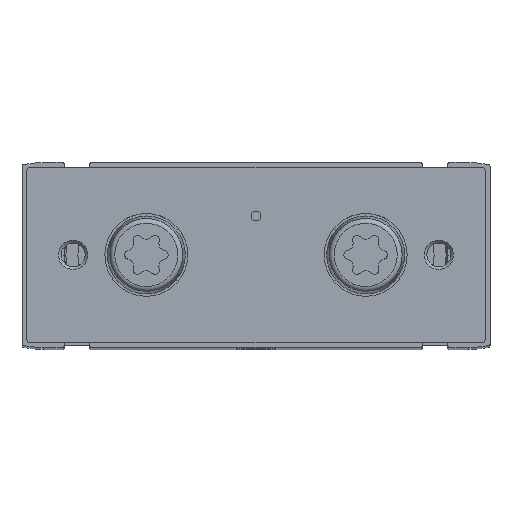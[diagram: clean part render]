
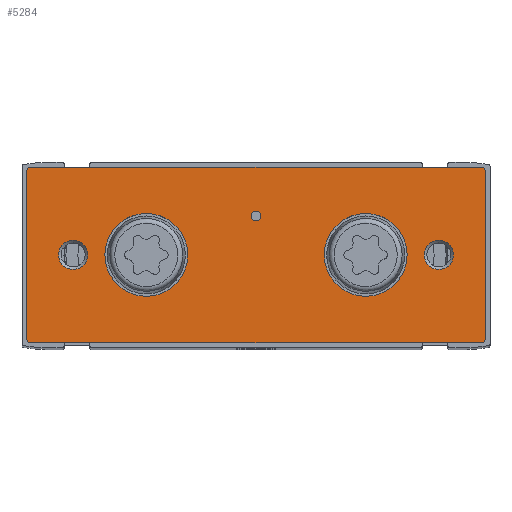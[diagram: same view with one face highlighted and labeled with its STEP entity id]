
A CAD part, top view. The second image highlights one B-rep face of the part: STEP entity #5284.
In plain terms, the highlighted planar face has unit normal (0, 0, 1).
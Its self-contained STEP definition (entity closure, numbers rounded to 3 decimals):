
#468=LINE('',#10098,#738);
#473=LINE('',#10112,#743);
#477=LINE('',#10128,#747);
#481=LINE('',#10140,#751);
#738=VECTOR('',#8290,1000.);
#743=VECTOR('',#8303,1000.);
#747=VECTOR('',#8319,1000.);
#751=VECTOR('',#8331,1000.);
#1584=ORIENTED_EDGE('',*,*,#2612,.T.);
#1585=ORIENTED_EDGE('',*,*,#2613,.T.);
#1586=ORIENTED_EDGE('',*,*,#2614,.T.);
#1587=ORIENTED_EDGE('',*,*,#2615,.T.);
#1588=ORIENTED_EDGE('',*,*,#2616,.T.);
#1589=ORIENTED_EDGE('',*,*,#2588,.T.);
#1590=ORIENTED_EDGE('',*,*,#2592,.T.);
#1591=ORIENTED_EDGE('',*,*,#2595,.T.);
#1592=ORIENTED_EDGE('',*,*,#2598,.T.);
#1593=ORIENTED_EDGE('',*,*,#2603,.T.);
#1594=ORIENTED_EDGE('',*,*,#2606,.T.);
#1595=ORIENTED_EDGE('',*,*,#2609,.T.);
#1596=ORIENTED_EDGE('',*,*,#2611,.T.);
#2588=EDGE_CURVE('',#3193,#3192,#468,.T.);
#2592=EDGE_CURVE('',#3192,#3195,#3628,.T.);
#2595=EDGE_CURVE('',#3195,#3197,#473,.T.);
#2598=EDGE_CURVE('',#3197,#3199,#3630,.T.);
#2603=EDGE_CURVE('',#3199,#3203,#477,.T.);
#2606=EDGE_CURVE('',#3203,#3205,#3634,.T.);
#2609=EDGE_CURVE('',#3205,#3207,#481,.T.);
#2611=EDGE_CURVE('',#3207,#3193,#3636,.T.);
#2612=EDGE_CURVE('',#3208,#3208,#3637,.T.);
#2613=EDGE_CURVE('',#3209,#3209,#3638,.T.);
#2614=EDGE_CURVE('',#3210,#3210,#3639,.T.);
#2615=EDGE_CURVE('',#3211,#3211,#3640,.T.);
#2616=EDGE_CURVE('',#3212,#3212,#3641,.T.);
#3192=VERTEX_POINT('',#10097);
#3193=VERTEX_POINT('',#10099);
#3195=VERTEX_POINT('',#10105);
#3197=VERTEX_POINT('',#10111);
#3199=VERTEX_POINT('',#10117);
#3203=VERTEX_POINT('',#10127);
#3205=VERTEX_POINT('',#10133);
#3207=VERTEX_POINT('',#10139);
#3208=VERTEX_POINT('',#10146);
#3209=VERTEX_POINT('',#10148);
#3210=VERTEX_POINT('',#10150);
#3211=VERTEX_POINT('',#10152);
#3212=VERTEX_POINT('',#10154);
#3628=CIRCLE('',#7007,0.75);
#3630=CIRCLE('',#7011,0.75);
#3634=CIRCLE('',#7017,0.75);
#3636=CIRCLE('',#7021,0.75);
#3637=CIRCLE('',#7023,8.5);
#3638=CIRCLE('',#7024,8.5);
#3639=CIRCLE('',#7025,1.);
#3640=CIRCLE('',#7026,3.);
#3641=CIRCLE('',#7027,3.);
#4089=EDGE_LOOP('',(#1584));
#4090=EDGE_LOOP('',(#1585));
#4091=EDGE_LOOP('',(#1586));
#4092=EDGE_LOOP('',(#1587));
#4093=EDGE_LOOP('',(#1588));
#4094=EDGE_LOOP('',(#1589,#1590,#1591,#1592,#1593,#1594,#1595,#1596));
#4673=FACE_BOUND('',#4089,.T.);
#4674=FACE_BOUND('',#4090,.T.);
#4675=FACE_BOUND('',#4091,.T.);
#4676=FACE_BOUND('',#4092,.T.);
#4677=FACE_BOUND('',#4093,.T.);
#4678=FACE_BOUND('',#4094,.T.);
#5030=PLANE('',#7022);
#5284=ADVANCED_FACE('',(#4673,#4674,#4675,#4676,#4677,#4678),#5030,.T.);
#7007=AXIS2_PLACEMENT_3D('',#10106,#8297,#8298);
#7011=AXIS2_PLACEMENT_3D('',#10118,#8309,#8310);
#7017=AXIS2_PLACEMENT_3D('',#10134,#8325,#8326);
#7021=AXIS2_PLACEMENT_3D('',#10143,#8336,#8337);
#7022=AXIS2_PLACEMENT_3D('',#10144,#8338,#8339);
#7023=AXIS2_PLACEMENT_3D('',#10145,#8340,#8341);
#7024=AXIS2_PLACEMENT_3D('',#10147,#8342,#8343);
#7025=AXIS2_PLACEMENT_3D('',#10149,#8344,#8345);
#7026=AXIS2_PLACEMENT_3D('',#10151,#8346,#8347);
#7027=AXIS2_PLACEMENT_3D('',#10153,#8348,#8349);
#8290=DIRECTION('',(0.,-1.,0.));
#8297=DIRECTION('',(0.,0.,1.));
#8298=DIRECTION('',(1.,0.,0.));
#8303=DIRECTION('',(1.,0.,0.));
#8309=DIRECTION('',(0.,0.,1.));
#8310=DIRECTION('',(1.,0.,0.));
#8319=DIRECTION('',(0.,1.,0.));
#8325=DIRECTION('',(0.,0.,1.));
#8326=DIRECTION('',(1.,0.,0.));
#8331=DIRECTION('',(-1.,0.,0.));
#8336=DIRECTION('',(0.,0.,1.));
#8337=DIRECTION('',(1.,0.,0.));
#8338=DIRECTION('',(0.,0.,1.));
#8339=DIRECTION('',(1.,0.,0.));
#8340=DIRECTION('',(0.,0.,-1.));
#8341=DIRECTION('',(-1.,0.,0.));
#8342=DIRECTION('',(0.,0.,-1.));
#8343=DIRECTION('',(-1.,0.,0.));
#8344=DIRECTION('',(0.,0.,-1.));
#8345=DIRECTION('',(-1.,0.,0.));
#8346=DIRECTION('',(0.,0.,-1.));
#8347=DIRECTION('',(-1.,0.,0.));
#8348=DIRECTION('',(0.,0.,-1.));
#8349=DIRECTION('',(-1.,0.,0.));
#10097=CARTESIAN_POINT('',(-18.,-46.25,16.));
#10098=CARTESIAN_POINT('',(-18.,46.25,16.));
#10099=CARTESIAN_POINT('',(-18.,46.25,16.));
#10105=CARTESIAN_POINT('',(-17.25,-47.,16.));
#10106=CARTESIAN_POINT('',(-17.25,-46.25,16.));
#10111=CARTESIAN_POINT('',(17.25,-47.,16.));
#10112=CARTESIAN_POINT('',(-17.25,-47.,16.));
#10117=CARTESIAN_POINT('',(18.,-46.25,16.));
#10118=CARTESIAN_POINT('',(17.25,-46.25,16.));
#10127=CARTESIAN_POINT('',(18.,46.25,16.));
#10128=CARTESIAN_POINT('',(18.,-46.25,16.));
#10133=CARTESIAN_POINT('',(17.25,47.,16.));
#10134=CARTESIAN_POINT('',(17.25,46.25,16.));
#10139=CARTESIAN_POINT('',(-17.25,47.,16.));
#10140=CARTESIAN_POINT('',(17.25,47.,16.));
#10143=CARTESIAN_POINT('',(-17.25,46.25,16.));
#10144=CARTESIAN_POINT('',(-17.25,-46.25,16.));
#10145=CARTESIAN_POINT('',(0.,-22.5,16.));
#10146=CARTESIAN_POINT('',(-8.5,-22.5,16.));
#10147=CARTESIAN_POINT('',(0.,22.5,16.));
#10148=CARTESIAN_POINT('',(-8.5,22.5,16.));
#10149=CARTESIAN_POINT('',(8.,0.,16.));
#10150=CARTESIAN_POINT('',(7.,0.,16.));
#10151=CARTESIAN_POINT('',(0.,-37.5,16.));
#10152=CARTESIAN_POINT('',(-3.,-37.5,16.));
#10153=CARTESIAN_POINT('',(0.,37.5,16.));
#10154=CARTESIAN_POINT('',(-3.,37.5,16.));
